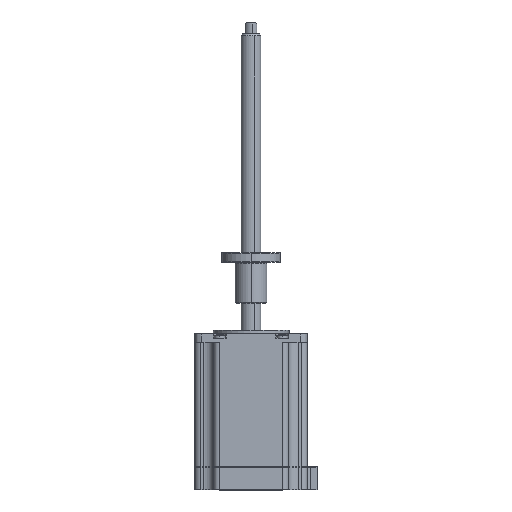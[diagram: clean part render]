
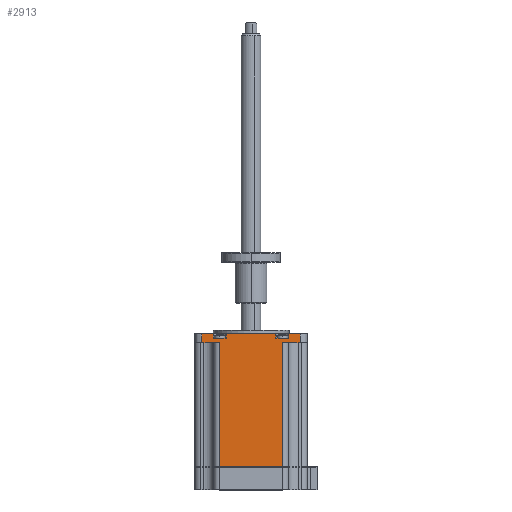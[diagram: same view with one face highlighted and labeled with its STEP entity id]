
A CAD part, top view. The second image highlights one B-rep face of the part: STEP entity #2913.
In plain terms, the highlighted planar face has unit normal (0, 0, 1).
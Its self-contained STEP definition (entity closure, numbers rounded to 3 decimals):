
#15 = ORIENTED_EDGE ( 'NONE', *, *, #4054, .T. ) ;
#38 = LINE ( 'NONE', #10492, #7509 ) ;
#189 = VERTEX_POINT ( 'NONE', #9701 ) ;
#279 = EDGE_CURVE ( 'NONE', #7439, #189, #1991, .T. ) ;
#402 = DIRECTION ( 'NONE',  ( 0., -1., 0. ) ) ;
#691 = LINE ( 'NONE', #6150, #5427 ) ;
#860 = CARTESIAN_POINT ( 'NONE',  ( 7.307, 16.199, 61.45 ) ) ;
#884 = CARTESIAN_POINT ( 'NONE',  ( 7.307, 16.199, 61.45 ) ) ;
#932 = DIRECTION ( 'NONE',  ( 0., 1., 0. ) ) ;
#1286 = CARTESIAN_POINT ( 'NONE',  ( -1.493, -46.001, 61.45 ) ) ;
#1466 = VERTEX_POINT ( 'NONE', #1286 ) ;
#1513 = DIRECTION ( 'NONE',  ( 0., 1., 0. ) ) ;
#1534 = LINE ( 'NONE', #5065, #10834 ) ;
#1678 = EDGE_CURVE ( 'NONE', #3143, #2812, #2846, .T. ) ;
#1722 = ORIENTED_EDGE ( 'NONE', *, *, #7281, .F. ) ;
#1805 = CARTESIAN_POINT ( 'NONE',  ( 2.197, 20.699, 61.45 ) ) ;
#1826 = EDGE_CURVE ( 'NONE', #2812, #10158, #10368, .T. ) ;
#1878 = VECTOR ( 'NONE', #7407, 1000. ) ;
#1991 = LINE ( 'NONE', #5606, #6641 ) ;
#2044 = CARTESIAN_POINT ( 'NONE',  ( -1.493, -46.001, 61.45 ) ) ;
#2232 = DIRECTION ( 'NONE',  ( 0., 1., 0. ) ) ;
#2250 = CARTESIAN_POINT ( 'NONE',  ( -1.493, 16.199, 61.45 ) ) ;
#2377 = ORIENTED_EDGE ( 'NONE', *, *, #1678, .T. ) ;
#2487 = VECTOR ( 'NONE', #932, 1000. ) ;
#2505 = ORIENTED_EDGE ( 'NONE', *, *, #11223, .T. ) ;
#2608 = LINE ( 'NONE', #2044, #9971 ) ;
#2812 = VERTEX_POINT ( 'NONE', #9518 ) ;
#2846 = LINE ( 'NONE', #10612, #9629 ) ;
#2874 = VERTEX_POINT ( 'NONE', #2250 ) ;
#2905 = VERTEX_POINT ( 'NONE', #4156 ) ;
#2913 = ADVANCED_FACE ( 'NONE', ( #6275 ), #3248, .F. ) ;
#3032 = VERTEX_POINT ( 'NONE', #3523 ) ;
#3072 = VERTEX_POINT ( 'NONE', #3589 ) ;
#3119 = EDGE_CURVE ( 'NONE', #11776, #3143, #5826, .T. ) ;
#3143 = VERTEX_POINT ( 'NONE', #5629 ) ;
#3189 = VERTEX_POINT ( 'NONE', #9344 ) ;
#3248 = PLANE ( 'NONE',  #11186 ) ;
#3355 = VECTOR ( 'NONE', #4602, 1000. ) ;
#3523 = CARTESIAN_POINT ( 'NONE',  ( -41.893, 16.199, 61.45 ) ) ;
#3537 = CARTESIAN_POINT ( 'NONE',  ( -29.183, 20.699, 61.45 ) ) ;
#3559 = EDGE_CURVE ( 'NONE', #189, #2905, #7652, .T. ) ;
#3589 = CARTESIAN_POINT ( 'NONE',  ( -41.893, 20.699, 61.45 ) ) ;
#3599 = ORIENTED_EDGE ( 'NONE', *, *, #12048, .T. ) ;
#3638 = LINE ( 'NONE', #4224, #10728 ) ;
#3644 = VECTOR ( 'NONE', #5325, 1000. ) ;
#3950 = ORIENTED_EDGE ( 'NONE', *, *, #7815, .T. ) ;
#4054 = EDGE_CURVE ( 'NONE', #7230, #3072, #1534, .T. ) ;
#4156 = CARTESIAN_POINT ( 'NONE',  ( 1.597, 20.699, 61.45 ) ) ;
#4211 = DIRECTION ( 'NONE',  ( 0., 0., -1. ) ) ;
#4222 = DIRECTION ( 'NONE',  ( -1., 0., 0. ) ) ;
#4224 = CARTESIAN_POINT ( 'NONE',  ( -29.783, 7.999, 61.45 ) ) ;
#4245 = VERTEX_POINT ( 'NONE', #10944 ) ;
#4352 = CARTESIAN_POINT ( 'NONE',  ( -29.783, 18.499, 61.45 ) ) ;
#4387 = ORIENTED_EDGE ( 'NONE', *, *, #3559, .T. ) ;
#4582 = EDGE_CURVE ( 'NONE', #2905, #11776, #11547, .T. ) ;
#4602 = DIRECTION ( 'NONE',  ( -1., 0., 0. ) ) ;
#4791 = ORIENTED_EDGE ( 'NONE', *, *, #8823, .F. ) ;
#4930 = VERTEX_POINT ( 'NONE', #6643 ) ;
#5014 = DIRECTION ( 'NONE',  ( 0., 1., 0. ) ) ;
#5065 = CARTESIAN_POINT ( 'NONE',  ( -41.893, 20.699, 61.45 ) ) ;
#5325 = DIRECTION ( 'NONE',  ( 1., 0., 0. ) ) ;
#5352 = CARTESIAN_POINT ( 'NONE',  ( 1.597, 7.999, 61.45 ) ) ;
#5427 = VECTOR ( 'NONE', #4222, 1000. ) ;
#5534 = LINE ( 'NONE', #10783, #7863 ) ;
#5606 = CARTESIAN_POINT ( 'NONE',  ( 7.307, 7.999, 61.45 ) ) ;
#5629 = CARTESIAN_POINT ( 'NONE',  ( -4.803, 18.499, 61.45 ) ) ;
#5826 = LINE ( 'NONE', #8274, #3355 ) ;
#6150 = CARTESIAN_POINT ( 'NONE',  ( -1.493, -46.001, 61.45 ) ) ;
#6275 = FACE_OUTER_BOUND ( 'NONE', #10289, .T. ) ;
#6373 = ORIENTED_EDGE ( 'NONE', *, *, #8532, .F. ) ;
#6641 = VECTOR ( 'NONE', #5014, 1000. ) ;
#6643 = CARTESIAN_POINT ( 'NONE',  ( -33.093, 16.199, 61.45 ) ) ;
#6823 = LINE ( 'NONE', #884, #1878 ) ;
#6844 = ORIENTED_EDGE ( 'NONE', *, *, #1826, .T. ) ;
#7230 = VERTEX_POINT ( 'NONE', #8007 ) ;
#7281 = EDGE_CURVE ( 'NONE', #3189, #7835, #10735, .T. ) ;
#7297 = ORIENTED_EDGE ( 'NONE', *, *, #4582, .T. ) ;
#7398 = LINE ( 'NONE', #12096, #2487 ) ;
#7407 = DIRECTION ( 'NONE',  ( 1., 0., 0. ) ) ;
#7439 = VERTEX_POINT ( 'NONE', #860 ) ;
#7509 = VECTOR ( 'NONE', #7686, 1000. ) ;
#7564 = EDGE_CURVE ( 'NONE', #1466, #2874, #2608, .T. ) ;
#7652 = LINE ( 'NONE', #1805, #10114 ) ;
#7686 = DIRECTION ( 'NONE',  ( 0., 1., 0. ) ) ;
#7815 = EDGE_CURVE ( 'NONE', #3189, #7230, #5534, .T. ) ;
#7835 = VERTEX_POINT ( 'NONE', #4352 ) ;
#7863 = VECTOR ( 'NONE', #1513, 1000. ) ;
#7906 = VECTOR ( 'NONE', #10949, 1000. ) ;
#8007 = CARTESIAN_POINT ( 'NONE',  ( -36.183, 20.699, 61.45 ) ) ;
#8099 = VECTOR ( 'NONE', #10296, 1000. ) ;
#8274 = CARTESIAN_POINT ( 'NONE',  ( 7.307, 18.499, 61.45 ) ) ;
#8483 = DIRECTION ( 'NONE',  ( 0., 1., 0. ) ) ;
#8532 = EDGE_CURVE ( 'NONE', #1466, #4245, #691, .T. ) ;
#8823 = EDGE_CURVE ( 'NONE', #3032, #3072, #7398, .T. ) ;
#8943 = ORIENTED_EDGE ( 'NONE', *, *, #7564, .T. ) ;
#9034 = DIRECTION ( 'NONE',  ( 0., -1., 0. ) ) ;
#9185 = ORIENTED_EDGE ( 'NONE', *, *, #279, .T. ) ;
#9343 = CARTESIAN_POINT ( 'NONE',  ( 7.307, 16.199, 61.45 ) ) ;
#9344 = CARTESIAN_POINT ( 'NONE',  ( -36.183, 18.499, 61.45 ) ) ;
#9518 = CARTESIAN_POINT ( 'NONE',  ( -4.803, 20.699, 61.45 ) ) ;
#9629 = VECTOR ( 'NONE', #2232, 1000. ) ;
#9701 = CARTESIAN_POINT ( 'NONE',  ( 7.307, 20.699, 61.45 ) ) ;
#9731 = CARTESIAN_POINT ( 'NONE',  ( -1.493, -46.001, 61.45 ) ) ;
#9851 = EDGE_CURVE ( 'NONE', #10158, #7835, #3638, .T. ) ;
#9897 = ORIENTED_EDGE ( 'NONE', *, *, #3119, .T. ) ;
#9971 = VECTOR ( 'NONE', #8483, 1000. ) ;
#10114 = VECTOR ( 'NONE', #10142, 1000. ) ;
#10142 = DIRECTION ( 'NONE',  ( -1., 0., 0. ) ) ;
#10158 = VERTEX_POINT ( 'NONE', #10717 ) ;
#10289 = EDGE_LOOP ( 'NONE', ( #8943, #3599, #9185, #4387, #7297, #9897, #2377, #6844, #11664, #1722, #3950, #15, #4791, #2505, #10873, #6373 ) ) ;
#10296 = DIRECTION ( 'NONE',  ( 1., 0., 0. ) ) ;
#10368 = LINE ( 'NONE', #3537, #7906 ) ;
#10492 = CARTESIAN_POINT ( 'NONE',  ( -33.093, -46.001, 61.45 ) ) ;
#10552 = DIRECTION ( 'NONE',  ( -1., 0., 0. ) ) ;
#10557 = LINE ( 'NONE', #9343, #8099 ) ;
#10612 = CARTESIAN_POINT ( 'NONE',  ( -4.803, 7.999, 61.45 ) ) ;
#10666 = DIRECTION ( 'NONE',  ( 0., -1., 0. ) ) ;
#10717 = CARTESIAN_POINT ( 'NONE',  ( -29.783, 20.699, 61.45 ) ) ;
#10728 = VECTOR ( 'NONE', #402, 1000. ) ;
#10735 = LINE ( 'NONE', #11783, #3644 ) ;
#10783 = CARTESIAN_POINT ( 'NONE',  ( -36.183, 7.999, 61.45 ) ) ;
#10807 = CARTESIAN_POINT ( 'NONE',  ( 1.597, 18.499, 61.45 ) ) ;
#10834 = VECTOR ( 'NONE', #10552, 1000. ) ;
#10873 = ORIENTED_EDGE ( 'NONE', *, *, #11529, .F. ) ;
#10944 = CARTESIAN_POINT ( 'NONE',  ( -33.093, -46.001, 61.45 ) ) ;
#10949 = DIRECTION ( 'NONE',  ( -1., 0., 0. ) ) ;
#11186 = AXIS2_PLACEMENT_3D ( 'NONE', #9731, #4211, #10666 ) ;
#11223 = EDGE_CURVE ( 'NONE', #3032, #4930, #6823, .T. ) ;
#11239 = VECTOR ( 'NONE', #9034, 1000. ) ;
#11529 = EDGE_CURVE ( 'NONE', #4245, #4930, #38, .T. ) ;
#11547 = LINE ( 'NONE', #5352, #11239 ) ;
#11664 = ORIENTED_EDGE ( 'NONE', *, *, #9851, .T. ) ;
#11776 = VERTEX_POINT ( 'NONE', #10807 ) ;
#11783 = CARTESIAN_POINT ( 'NONE',  ( 7.307, 18.499, 61.45 ) ) ;
#12048 = EDGE_CURVE ( 'NONE', #2874, #7439, #10557, .T. ) ;
#12096 = CARTESIAN_POINT ( 'NONE',  ( -41.893, 7.999, 61.45 ) ) ;
